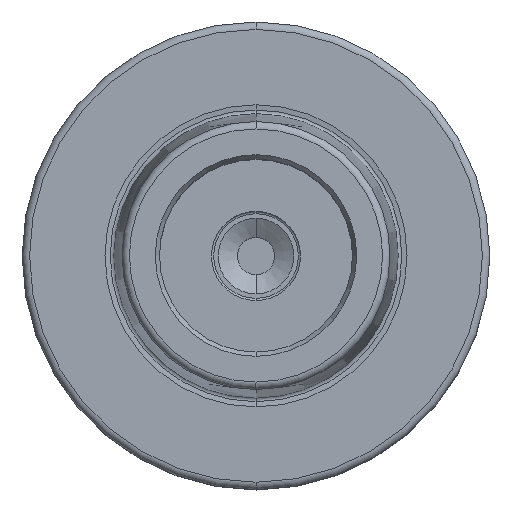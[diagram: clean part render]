
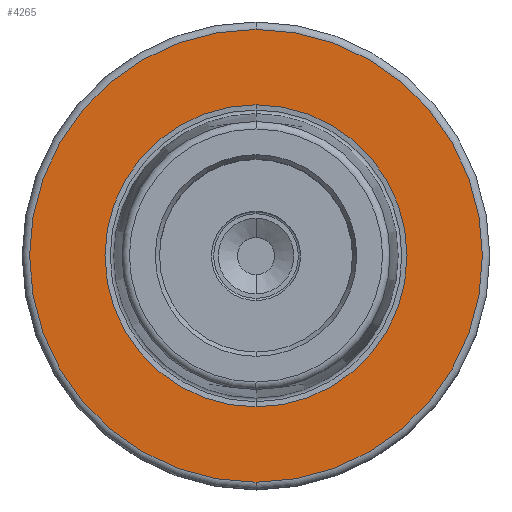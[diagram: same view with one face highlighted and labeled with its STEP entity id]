
A CAD part, top view. The second image highlights one B-rep face of the part: STEP entity #4265.
In plain terms, the highlighted planar face has unit normal (0, 0, 1).
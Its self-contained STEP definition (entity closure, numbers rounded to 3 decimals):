
#168=CARTESIAN_POINT('',(0,0,26));
#169=DIRECTION('',(0,0,1));
#170=DIRECTION('',(0,1,0));
#171=AXIS2_PLACEMENT_3D('',#168,#169,#170);
#173=CARTESIAN_POINT('',(0,0,26));
#174=DIRECTION('',(0,0,1));
#175=DIRECTION('',(0,-1,0));
#176=AXIS2_PLACEMENT_3D('',#173,#174,#175);
#186=CARTESIAN_POINT('',(0,0,26));
#187=DIRECTION('',(0,0,1));
#188=DIRECTION('',(0,1,0));
#189=AXIS2_PLACEMENT_3D('',#186,#187,#188);
#191=CARTESIAN_POINT('',(0,0,26));
#192=DIRECTION('',(0,0,-1));
#193=DIRECTION('',(0,1,0));
#194=AXIS2_PLACEMENT_3D('',#191,#192,#193);
#3445=CARTESIAN_POINT('',(0,20.344,26));
#3447=VERTEX_POINT('',#3445);
#3475=CARTESIAN_POINT('',(0,-20.344,26));
#3477=VERTEX_POINT('',#3475);
#3521=CARTESIAN_POINT('',(0,30.5,26));
#3522=CARTESIAN_POINT('',(0,-30.5,26));
#3523=VERTEX_POINT('',#3521);
#3524=VERTEX_POINT('',#3522);
#4249=CARTESIAN_POINT('',(0,0,26));
#4250=DIRECTION('',(0,0,-1));
#4251=DIRECTION('',(0,-1,0));
#4252=AXIS2_PLACEMENT_3D('',#4249,#4250,#4251);
#4253=PLANE('',#4252);
#4255=ORIENTED_EDGE('',*,*,#4254,.F.);
#4256=ORIENTED_EDGE('',*,*,#4239,.F.);
#4257=EDGE_LOOP('',(#4255,#4256));
#4258=FACE_OUTER_BOUND('',#4257,.F.);
#4260=ORIENTED_EDGE('',*,*,#4259,.T.);
#4262=ORIENTED_EDGE('',*,*,#4261,.F.);
#4263=EDGE_LOOP('',(#4260,#4262));
#4264=FACE_BOUND('',#4263,.F.);
#4265=ADVANCED_FACE('',(#4258,#4264),#4253,.F.);
#172=CIRCLE('',#171,30.5);
#177=CIRCLE('',#176,30.5);
#190=CIRCLE('',#189,20.344);
#195=CIRCLE('',#194,20.344);
#4239=EDGE_CURVE('',#3524,#3523,#177,.T.);
#4254=EDGE_CURVE('',#3523,#3524,#172,.T.);
#4259=EDGE_CURVE('',#3447,#3477,#190,.T.);
#4261=EDGE_CURVE('',#3447,#3477,#195,.T.);
